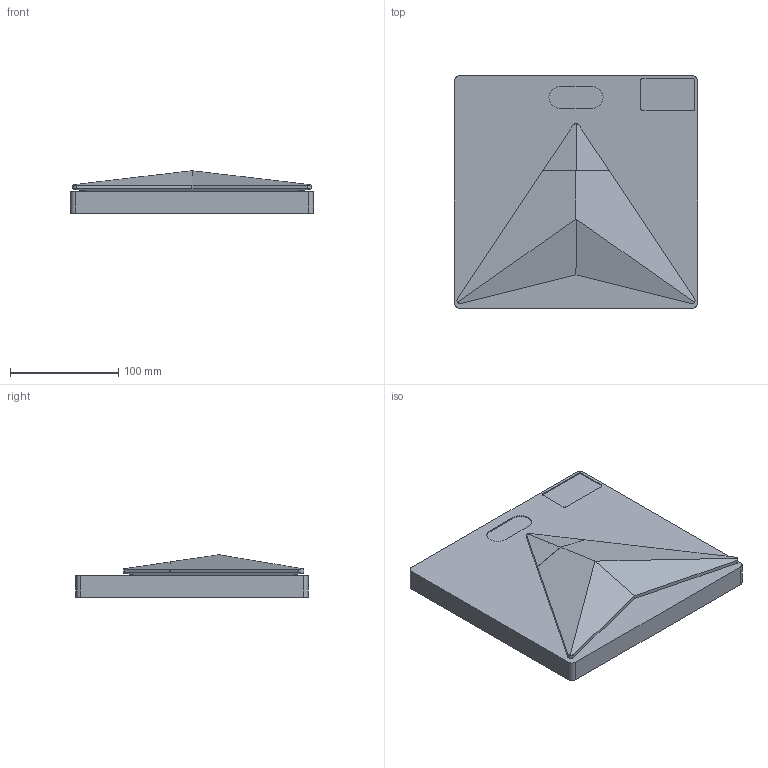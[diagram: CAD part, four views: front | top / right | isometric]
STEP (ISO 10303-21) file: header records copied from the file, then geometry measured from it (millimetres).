
FILE_DESCRIPTION(/* description */ ('','CAx-IF Rec.Pracs.---Representation and Presentation of Product Manufacturing Information (PMI)---4.0---2014-10-13'),/* implementation_level */ '2;1');
FILE_NAME(/* name */ 'c6a41e5f-522a-4578-b073-8b7947add645.stp',/* time_stamp */ '2025-01-30T22:58:07Z',/* author */ (''),/* organization */ (''),/* preprocessor_version */ 'ST-DEVELOPER v20',/* originating_system */ 'Autodesk Translation Framework v13.20.0.188',/* authorisation */ '');
FILE_SCHEMA (('AP242_MANAGED_MODEL_BASED_3D_ENGINEERING_MIM_LF { 1 0 10303 442 1 1 4 }'));
Length unit declared in the file: millimetre
Products named in the file (4): Parfumflesje; Component2; Component3; Component4
Assembly tree (3 placements, depth 2):
  Parfumflesje
    Component2
    Component3
    Component4
Bounding box: 225 x 215 x 39.25 mm (x, y, z)
Volume: 1118639.7 mm3; surface area: 154082 mm2
Topology: 3 solids, 3 shells, 74 faces, 179 edges, 118 vertices
Faces by surface type: plane 57, cylinder 15, cone 2
Full cylindrical faces by diameter (mm): 10.75 x1, 11 x1
Entity records: 2266 total; most frequent: DIRECTION 379, CARTESIAN_POINT 378, ORIENTED_EDGE 358, EDGE_CURVE 179, LINE 141, VECTOR 141, AXIS2_PLACEMENT_3D 119, VERTEX_POINT 118
